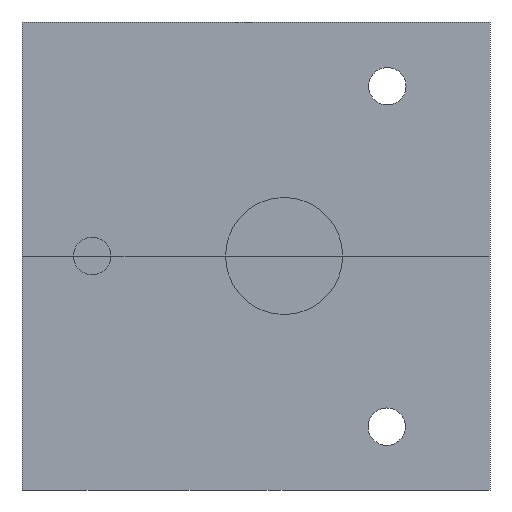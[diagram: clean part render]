
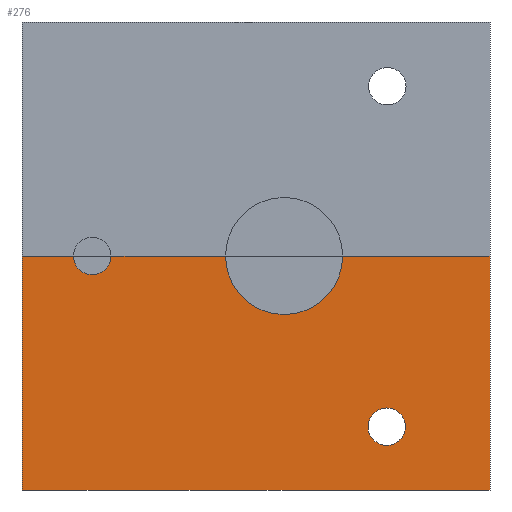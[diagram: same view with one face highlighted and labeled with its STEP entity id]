
A CAD part, left-side view. The second image highlights one B-rep face of the part: STEP entity #276.
In plain terms, the highlighted planar face has unit normal (-1, 0, 0).
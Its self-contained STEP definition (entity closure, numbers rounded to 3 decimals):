
#19 = VERTEX_POINT ( 'NONE', #848 ) ;
#29 = PLANE ( 'NONE',  #473 ) ;
#44 = VERTEX_POINT ( 'NONE', #688 ) ;
#60 = DIRECTION ( 'NONE',  ( 0., -1., 0. ) ) ;
#67 = VECTOR ( 'NONE', #1046, 1000. ) ;
#99 = VERTEX_POINT ( 'NONE', #1108 ) ;
#136 = AXIS2_PLACEMENT_3D ( 'NONE', #194, #419, #556 ) ;
#148 = VERTEX_POINT ( 'NONE', #825 ) ;
#179 = EDGE_CURVE ( 'NONE', #19, #44, #217, .T. ) ;
#194 = CARTESIAN_POINT ( 'NONE',  ( -10., -4.388, -7.295 ) ) ;
#203 = EDGE_LOOP ( 'NONE', ( #1008, #430 ) ) ;
#217 = CIRCLE ( 'NONE', #1109, 2.5 ) ;
#222 = LINE ( 'NONE', #235, #323 ) ;
#232 = CARTESIAN_POINT ( 'NONE',  ( -10., 0., 0. ) ) ;
#235 = CARTESIAN_POINT ( 'NONE',  ( -10., 11.2, 0. ) ) ;
#276 = ADVANCED_FACE ( 'NONE', ( #1126, #902 ), #29, .T. ) ;
#279 = DIRECTION ( 'NONE',  ( -1., 0., 0. ) ) ;
#284 = LINE ( 'NONE', #316, #67 ) ;
#298 = ORIENTED_EDGE ( 'NONE', *, *, #1312, .F. ) ;
#299 = CARTESIAN_POINT ( 'NONE',  ( -10., 11.2, -10. ) ) ;
#316 = CARTESIAN_POINT ( 'NONE',  ( -10., 11.2, 0. ) ) ;
#323 = VECTOR ( 'NONE', #1303, 1000. ) ;
#345 = VECTOR ( 'NONE', #1351, 1000. ) ;
#350 = VERTEX_POINT ( 'NONE', #510 ) ;
#362 = VERTEX_POINT ( 'NONE', #599 ) ;
#363 = VECTOR ( 'NONE', #804, 1000. ) ;
#365 = CARTESIAN_POINT ( 'NONE',  ( -10., 11.2, -10. ) ) ;
#368 = CIRCLE ( 'NONE', #925, 0.8 ) ;
#372 = ORIENTED_EDGE ( 'NONE', *, *, #1142, .F. ) ;
#400 = DIRECTION ( 'NONE',  ( 0., 0., 1. ) ) ;
#408 = VECTOR ( 'NONE', #400, 1000. ) ;
#419 = DIRECTION ( 'NONE',  ( -1., 0., 0. ) ) ;
#430 = ORIENTED_EDGE ( 'NONE', *, *, #1043, .F. ) ;
#464 = EDGE_CURVE ( 'NONE', #44, #99, #222, .T. ) ;
#473 = AXIS2_PLACEMENT_3D ( 'NONE', #365, #687, #913 ) ;
#510 = CARTESIAN_POINT ( 'NONE',  ( -10., 7.4, 0. ) ) ;
#523 = CARTESIAN_POINT ( 'NONE',  ( -10., 8.2, 0. ) ) ;
#543 = EDGE_CURVE ( 'NONE', #1265, #362, #368, .T. ) ;
#556 = DIRECTION ( 'NONE',  ( 0., -1., 0. ) ) ;
#599 = CARTESIAN_POINT ( 'NONE',  ( -10., -3.588, -7.295 ) ) ;
#607 = VERTEX_POINT ( 'NONE', #1190 ) ;
#608 = CARTESIAN_POINT ( 'NONE',  ( -10., -8.8, -10. ) ) ;
#624 = CARTESIAN_POINT ( 'NONE',  ( -10., -5.188, -7.295 ) ) ;
#655 = ORIENTED_EDGE ( 'NONE', *, *, #464, .F. ) ;
#656 = CIRCLE ( 'NONE', #136, 0.8 ) ;
#687 = DIRECTION ( 'NONE',  ( -1., 0., 0. ) ) ;
#688 = CARTESIAN_POINT ( 'NONE',  ( -10., -2.5, 0. ) ) ;
#692 = EDGE_LOOP ( 'NONE', ( #1336, #1089, #372, #298, #939, #762, #1222, #655 ) ) ;
#709 = LINE ( 'NONE', #816, #1141 ) ;
#762 = ORIENTED_EDGE ( 'NONE', *, *, #851, .T. ) ;
#804 = DIRECTION ( 'NONE',  ( 0., -1., 0. ) ) ;
#807 = CARTESIAN_POINT ( 'NONE',  ( -10., -8.8, -10. ) ) ;
#816 = CARTESIAN_POINT ( 'NONE',  ( -10., 11.2, -10. ) ) ;
#825 = CARTESIAN_POINT ( 'NONE',  ( -10., 11.2, -10. ) ) ;
#844 = VERTEX_POINT ( 'NONE', #1125 ) ;
#847 = DIRECTION ( 'NONE',  ( 0., -1., 0. ) ) ;
#848 = CARTESIAN_POINT ( 'NONE',  ( -10., 2.5, 0. ) ) ;
#851 = EDGE_CURVE ( 'NONE', #148, #1085, #709, .T. ) ;
#902 = FACE_BOUND ( 'NONE', #203, .T. ) ;
#913 = DIRECTION ( 'NONE',  ( 0., -1., 0. ) ) ;
#925 = AXIS2_PLACEMENT_3D ( 'NONE', #958, #1201, #1035 ) ;
#939 = ORIENTED_EDGE ( 'NONE', *, *, #1307, .F. ) ;
#958 = CARTESIAN_POINT ( 'NONE',  ( -10., -4.388, -7.295 ) ) ;
#989 = AXIS2_PLACEMENT_3D ( 'NONE', #523, #279, #60 ) ;
#1008 = ORIENTED_EDGE ( 'NONE', *, *, #543, .F. ) ;
#1035 = DIRECTION ( 'NONE',  ( 0., -1., 0. ) ) ;
#1043 = EDGE_CURVE ( 'NONE', #362, #1265, #656, .T. ) ;
#1046 = DIRECTION ( 'NONE',  ( 0., -1., 0. ) ) ;
#1085 = VERTEX_POINT ( 'NONE', #807 ) ;
#1089 = ORIENTED_EDGE ( 'NONE', *, *, #1194, .F. ) ;
#1108 = CARTESIAN_POINT ( 'NONE',  ( -10., -8.8, 0. ) ) ;
#1109 = AXIS2_PLACEMENT_3D ( 'NONE', #232, #1349, #1263 ) ;
#1111 = CARTESIAN_POINT ( 'NONE',  ( -10., 11.2, 0. ) ) ;
#1125 = CARTESIAN_POINT ( 'NONE',  ( -10., 9., 0. ) ) ;
#1126 = FACE_OUTER_BOUND ( 'NONE', #692, .T. ) ;
#1141 = VECTOR ( 'NONE', #847, 1000. ) ;
#1142 = EDGE_CURVE ( 'NONE', #844, #350, #1264, .T. ) ;
#1144 = EDGE_CURVE ( 'NONE', #1085, #99, #1314, .T. ) ;
#1190 = CARTESIAN_POINT ( 'NONE',  ( -10., 11.2, 0. ) ) ;
#1194 = EDGE_CURVE ( 'NONE', #350, #19, #284, .T. ) ;
#1201 = DIRECTION ( 'NONE',  ( -1., 0., 0. ) ) ;
#1210 = LINE ( 'NONE', #299, #408 ) ;
#1222 = ORIENTED_EDGE ( 'NONE', *, *, #1144, .T. ) ;
#1227 = LINE ( 'NONE', #1111, #363 ) ;
#1263 = DIRECTION ( 'NONE',  ( 0., -1., 0. ) ) ;
#1264 = CIRCLE ( 'NONE', #989, 0.8 ) ;
#1265 = VERTEX_POINT ( 'NONE', #624 ) ;
#1303 = DIRECTION ( 'NONE',  ( 0., -1., 0. ) ) ;
#1307 = EDGE_CURVE ( 'NONE', #148, #607, #1210, .T. ) ;
#1312 = EDGE_CURVE ( 'NONE', #607, #844, #1227, .T. ) ;
#1314 = LINE ( 'NONE', #608, #345 ) ;
#1336 = ORIENTED_EDGE ( 'NONE', *, *, #179, .F. ) ;
#1349 = DIRECTION ( 'NONE',  ( -1., 0., 0. ) ) ;
#1351 = DIRECTION ( 'NONE',  ( 0., 0., 1. ) ) ;
